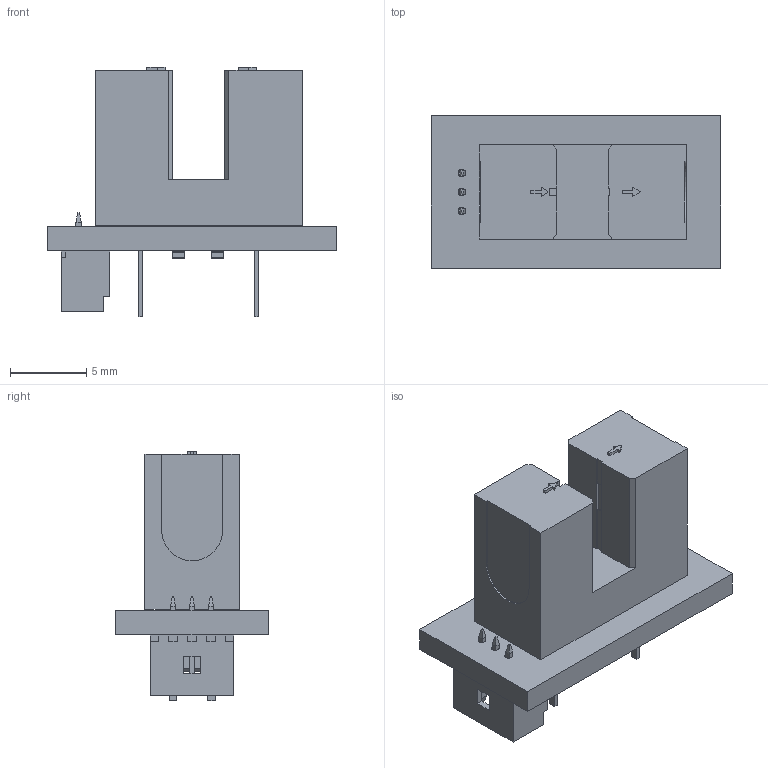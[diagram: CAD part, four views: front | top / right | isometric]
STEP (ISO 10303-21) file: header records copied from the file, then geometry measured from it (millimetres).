
FILE_DESCRIPTION(('KiCad electronic assembly'),'2;1');
FILE_NAME('limit_switch_prj.step','2021-03-24T21:36:18',('An Author'),( 'A Company'),'Open CASCADE STEP processor 6.9', 'KiCad to STEP converter','Unknown');
FILE_SCHEMA(('AUTOMOTIVE_DESIGN { 1 0 10303 214 1 1 1 1 }'));
Length unit declared in the file: millimetre
Products named in the file (8): Open CASCADE STEP translator 6.9 1; 530470310; COMPOUND; R_0603_1608Metric; SOLID; EE_SX1071
Assembly tree (8 placements, depth 3):
  Open CASCADE STEP translator 6.9 1
    530470310
      COMPOUND
    R_0603_1608Metric  x2
      SOLID
    EE_SX1071
      SOLID
    COMPOUND
Bounding box: 19 x 10 x 16.4 mm (x, y, z)
Volume: 1044.6 mm3; surface area: 1314 mm2
Topology: 5 solids, 5 shells, 263 faces, 708 edges, 472 vertices
Faces by surface type: plane 234, cylinder 29
Full cylindrical faces by diameter (mm): 0.5 x3, 0.6 x4
Entity records: 16086 total; most frequent: CARTESIAN_POINT 2818, DIRECTION 2418, LINE 1814, VECTOR 1814, ORIENTED_EDGE 1268, PCURVE 1268, DEFINITIONAL_REPRESENTATION 1268, EDGE_CURVE 634
